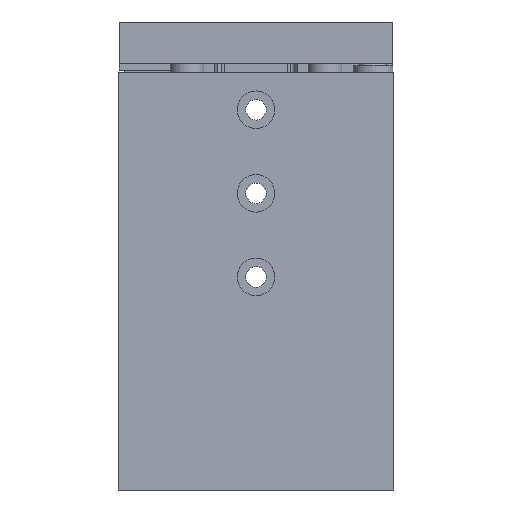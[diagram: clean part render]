
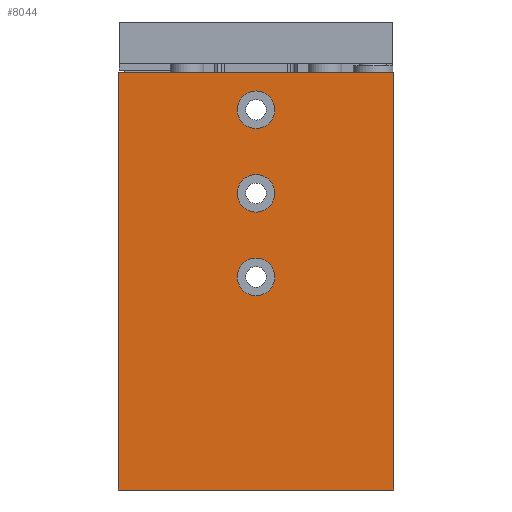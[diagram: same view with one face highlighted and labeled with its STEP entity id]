
A CAD part, front view. The second image highlights one B-rep face of the part: STEP entity #8044.
In plain terms, the highlighted planar face has unit normal (0, -1, 0).
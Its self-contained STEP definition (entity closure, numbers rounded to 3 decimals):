
#95=LINE('',#11760,#565);
#129=LINE('',#11836,#599);
#157=LINE('',#11944,#627);
#158=LINE('',#11952,#628);
#565=VECTOR('',#9452,1000.);
#599=VECTOR('',#9504,1000.);
#627=VECTOR('',#9584,1000.);
#628=VECTOR('',#9593,1000.);
#1026=PLANE('',#8536);
#1342=ORIENTED_EDGE('',*,*,#3225,.F.);
#1343=ORIENTED_EDGE('',*,*,#3226,.F.);
#1344=ORIENTED_EDGE('',*,*,#3227,.F.);
#1345=ORIENTED_EDGE('',*,*,#3136,.F.);
#1346=ORIENTED_EDGE('',*,*,#3224,.F.);
#1347=ORIENTED_EDGE('',*,*,#3174,.T.);
#1348=ORIENTED_EDGE('',*,*,#3228,.T.);
#3136=EDGE_CURVE('',#4084,#4085,#95,.T.);
#3174=EDGE_CURVE('',#4118,#4117,#129,.T.);
#3224=EDGE_CURVE('',#4118,#4084,#157,.T.);
#3225=EDGE_CURVE('',#4162,#4162,#4778,.T.);
#3226=EDGE_CURVE('',#4163,#4163,#4779,.T.);
#3227=EDGE_CURVE('',#4164,#4164,#4780,.T.);
#3228=EDGE_CURVE('',#4117,#4085,#158,.T.);
#4084=VERTEX_POINT('',#11759);
#4085=VERTEX_POINT('',#11761);
#4117=VERTEX_POINT('',#11835);
#4118=VERTEX_POINT('',#11837);
#4162=VERTEX_POINT('',#11947);
#4163=VERTEX_POINT('',#11949);
#4164=VERTEX_POINT('',#11951);
#4778=CIRCLE('',#8537,4.5);
#4779=CIRCLE('',#8538,4.5);
#4780=CIRCLE('',#8539,4.5);
#5222=EDGE_LOOP('',(#1342));
#5223=EDGE_LOOP('',(#1343));
#5224=EDGE_LOOP('',(#1344));
#5225=EDGE_LOOP('',(#1345,#1346,#1347,#1348));
#5852=FACE_BOUND('',#5222,.T.);
#5853=FACE_BOUND('',#5223,.T.);
#5854=FACE_BOUND('',#5224,.T.);
#5855=FACE_BOUND('',#5225,.T.);
#8044=ADVANCED_FACE('',(#5852,#5853,#5854,#5855),#1026,.T.);
#8536=AXIS2_PLACEMENT_3D('',#11945,#9585,#9586);
#8537=AXIS2_PLACEMENT_3D('',#11946,#9587,#9588);
#8538=AXIS2_PLACEMENT_3D('',#11948,#9589,#9590);
#8539=AXIS2_PLACEMENT_3D('',#11950,#9591,#9592);
#9452=DIRECTION('',(1.,0.,0.));
#9504=DIRECTION('',(1.,0.,0.));
#9584=DIRECTION('',(0.,0.,1.));
#9585=DIRECTION('',(0.,-1.,0.));
#9586=DIRECTION('',(0.,0.,-1.));
#9587=DIRECTION('',(0.,-1.,0.));
#9588=DIRECTION('',(0.,0.,-1.));
#9589=DIRECTION('',(0.,-1.,0.));
#9590=DIRECTION('',(0.,0.,-1.));
#9591=DIRECTION('',(0.,-1.,0.));
#9592=DIRECTION('',(0.,0.,-1.));
#9593=DIRECTION('',(0.,0.,1.));
#11759=CARTESIAN_POINT('',(-33.,0.,0.));
#11760=CARTESIAN_POINT('',(-33.,0.,0.));
#11761=CARTESIAN_POINT('',(33.,0.,0.));
#11835=CARTESIAN_POINT('',(33.,0.,-100.));
#11836=CARTESIAN_POINT('',(-33.,0.,-100.));
#11837=CARTESIAN_POINT('',(-33.,0.,-100.));
#11944=CARTESIAN_POINT('',(-33.,0.,-100.));
#11945=CARTESIAN_POINT('',(-33.,0.,-100.));
#11946=CARTESIAN_POINT('',(0.,0.,-29.));
#11947=CARTESIAN_POINT('',(0.,0.,-33.5));
#11948=CARTESIAN_POINT('',(0.,0.,-49.));
#11949=CARTESIAN_POINT('',(0.,0.,-53.5));
#11950=CARTESIAN_POINT('',(0.,0.,-9.));
#11951=CARTESIAN_POINT('',(0.,0.,-13.5));
#11952=CARTESIAN_POINT('',(33.,0.,-100.));
